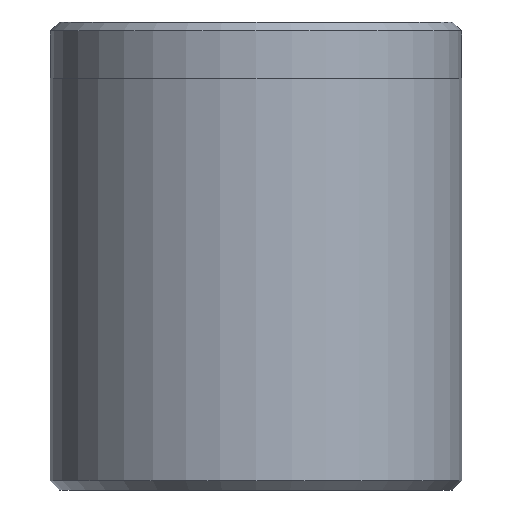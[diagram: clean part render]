
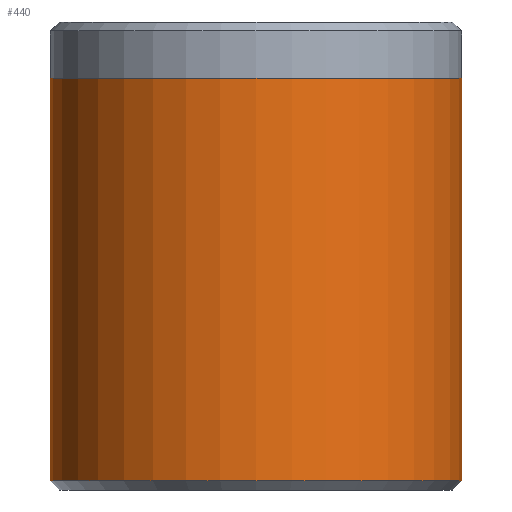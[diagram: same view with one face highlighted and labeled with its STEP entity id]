
A CAD part, front view. The second image highlights one B-rep face of the part: STEP entity #440.
In plain terms, the highlighted cylindrical face has radius 11 mm (diameter 22 mm), a partial arc.
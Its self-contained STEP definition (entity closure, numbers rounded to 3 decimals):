
#38 = CARTESIAN_POINT ( 'NONE',  ( -11., 0., 0.5 ) ) ;
#120 = CIRCLE ( 'NONE', #198, 11. ) ;
#198 = AXIS2_PLACEMENT_3D ( 'NONE', #1476, #266, #1668 ) ;
#266 = DIRECTION ( 'NONE',  ( 0., 0., 1. ) ) ;
#335 = DIRECTION ( 'NONE',  ( 0., 0., 1. ) ) ;
#431 = LINE ( 'NONE', #2352, #1052 ) ;
#436 = CYLINDRICAL_SURFACE ( 'NONE', #1850, 11. ) ;
#440 = ADVANCED_FACE ( 'NONE', ( #1523 ), #436, .T. ) ;
#758 = VECTOR ( 'NONE', #1467, 1000. ) ;
#830 = CARTESIAN_POINT ( 'NONE',  ( 11., 0., 22. ) ) ;
#846 = VERTEX_POINT ( 'NONE', #38 ) ;
#893 = CARTESIAN_POINT ( 'NONE',  ( 11., 0., 0.5 ) ) ;
#1052 = VECTOR ( 'NONE', #1912, 1000. ) ;
#1062 = EDGE_CURVE ( 'NONE', #2191, #2360, #1300, .T. ) ;
#1081 = DIRECTION ( 'NONE',  ( -1., 0., 0. ) ) ;
#1088 = CARTESIAN_POINT ( 'NONE',  ( 0., 0., 25. ) ) ;
#1247 = DIRECTION ( 'NONE',  ( 0., 0., -1. ) ) ;
#1300 = LINE ( 'NONE', #1475, #758 ) ;
#1324 = EDGE_CURVE ( 'NONE', #1518, #846, #431, .T. ) ;
#1360 = CIRCLE ( 'NONE', #2201, 11. ) ;
#1440 = ORIENTED_EDGE ( 'NONE', *, *, #1324, .T. ) ;
#1467 = DIRECTION ( 'NONE',  ( 0., 0., -1. ) ) ;
#1475 = CARTESIAN_POINT ( 'NONE',  ( 11., 0., 25. ) ) ;
#1476 = CARTESIAN_POINT ( 'NONE',  ( 0., 0., 22. ) ) ;
#1518 = VERTEX_POINT ( 'NONE', #1570 ) ;
#1523 = FACE_OUTER_BOUND ( 'NONE', #1880, .T. ) ;
#1540 = CARTESIAN_POINT ( 'NONE',  ( 0., 0., 0.5 ) ) ;
#1570 = CARTESIAN_POINT ( 'NONE',  ( -11., 0., 22. ) ) ;
#1661 = ORIENTED_EDGE ( 'NONE', *, *, #1932, .T. ) ;
#1668 = DIRECTION ( 'NONE',  ( 1., 0., 0. ) ) ;
#1712 = EDGE_CURVE ( 'NONE', #1518, #2191, #120, .T. ) ;
#1729 = DIRECTION ( 'NONE',  ( 1., 0., 0. ) ) ;
#1850 = AXIS2_PLACEMENT_3D ( 'NONE', #1088, #1247, #1081 ) ;
#1880 = EDGE_LOOP ( 'NONE', ( #2261, #2168, #1440, #1661 ) ) ;
#1912 = DIRECTION ( 'NONE',  ( 0., 0., -1. ) ) ;
#1932 = EDGE_CURVE ( 'NONE', #846, #2360, #1360, .T. ) ;
#2168 = ORIENTED_EDGE ( 'NONE', *, *, #1712, .F. ) ;
#2191 = VERTEX_POINT ( 'NONE', #830 ) ;
#2201 = AXIS2_PLACEMENT_3D ( 'NONE', #1540, #335, #1729 ) ;
#2261 = ORIENTED_EDGE ( 'NONE', *, *, #1062, .F. ) ;
#2352 = CARTESIAN_POINT ( 'NONE',  ( -11., 0., 25. ) ) ;
#2360 = VERTEX_POINT ( 'NONE', #893 ) ;
